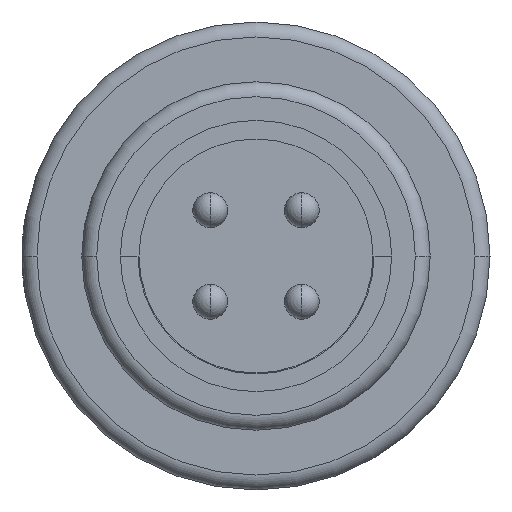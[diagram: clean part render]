
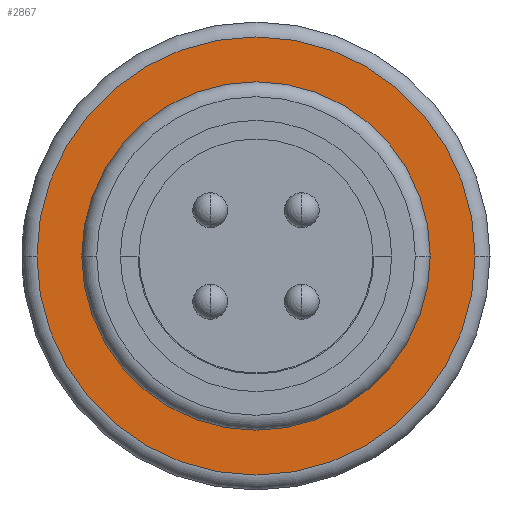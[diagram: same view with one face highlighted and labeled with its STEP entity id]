
A CAD part, left-side view. The second image highlights one B-rep face of the part: STEP entity #2867.
In plain terms, the highlighted planar face has unit normal (-1, 0, 0).
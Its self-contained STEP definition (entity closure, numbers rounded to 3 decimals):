
#231=CARTESIAN_POINT('',(-2.3,0.,0.));
#232=DIRECTION('',(-1.,0.,0.));
#233=DIRECTION('',(0.,1.,0.));
#234=AXIS2_PLACEMENT_3D('',#231,#232,#233);
#254=CARTESIAN_POINT('',(-2.3,0.,0.));
#255=DIRECTION('',(1.,0.,0.));
#256=DIRECTION('',(0.,1.,0.));
#257=AXIS2_PLACEMENT_3D('',#254,#255,#256);
#262=CARTESIAN_POINT('',(-2.3,0.,0.));
#263=DIRECTION('',(-1.,0.,0.));
#264=DIRECTION('',(0.,-1.,0.));
#265=AXIS2_PLACEMENT_3D('',#262,#263,#264);
#270=CARTESIAN_POINT('',(-2.3,0.,0.));
#271=DIRECTION('',(-1.,0.,0.));
#272=DIRECTION('',(0.,1.,0.));
#273=AXIS2_PLACEMENT_3D('',#270,#271,#272);
#2474=CARTESIAN_POINT('',(-2.3,3.5,0.));
#2475=CARTESIAN_POINT('',(-2.3,-3.5,0.));
#2476=VERTEX_POINT('',#2474);
#2477=VERTEX_POINT('',#2475);
#2538=CARTESIAN_POINT('',(-2.3,-4.4,0.));
#2539=CARTESIAN_POINT('',(-2.3,4.4,0.));
#2540=VERTEX_POINT('',#2538);
#2541=VERTEX_POINT('',#2539);
#2852=CARTESIAN_POINT('',(-2.3,0.,0.));
#2853=DIRECTION('',(1.,0.,0.));
#2854=DIRECTION('',(0.,-1.,0.));
#2855=AXIS2_PLACEMENT_3D('',#2852,#2853,#2854);
#2856=PLANE('',#2855);
#2858=ORIENTED_EDGE('',*,*,#2857,.F.);
#2860=ORIENTED_EDGE('',*,*,#2859,.F.);
#2861=EDGE_LOOP('',(#2858,#2860));
#2862=FACE_OUTER_BOUND('',#2861,.F.);
#2863=ORIENTED_EDGE('',*,*,#2839,.F.);
#2864=ORIENTED_EDGE('',*,*,#2818,.T.);
#2865=EDGE_LOOP('',(#2863,#2864));
#2866=FACE_BOUND('',#2865,.F.);
#235=CIRCLE('',#234,3.5);
#258=CIRCLE('',#257,3.5);
#266=CIRCLE('',#265,4.4);
#274=CIRCLE('',#273,4.4);
#2818=EDGE_CURVE('',#2476,#2477,#235,.T.);
#2839=EDGE_CURVE('',#2476,#2477,#258,.T.);
#2857=EDGE_CURVE('',#2540,#2541,#266,.T.);
#2859=EDGE_CURVE('',#2541,#2540,#274,.T.);
#2867=ADVANCED_FACE('',(#2862,#2866),#2856,.F.);
